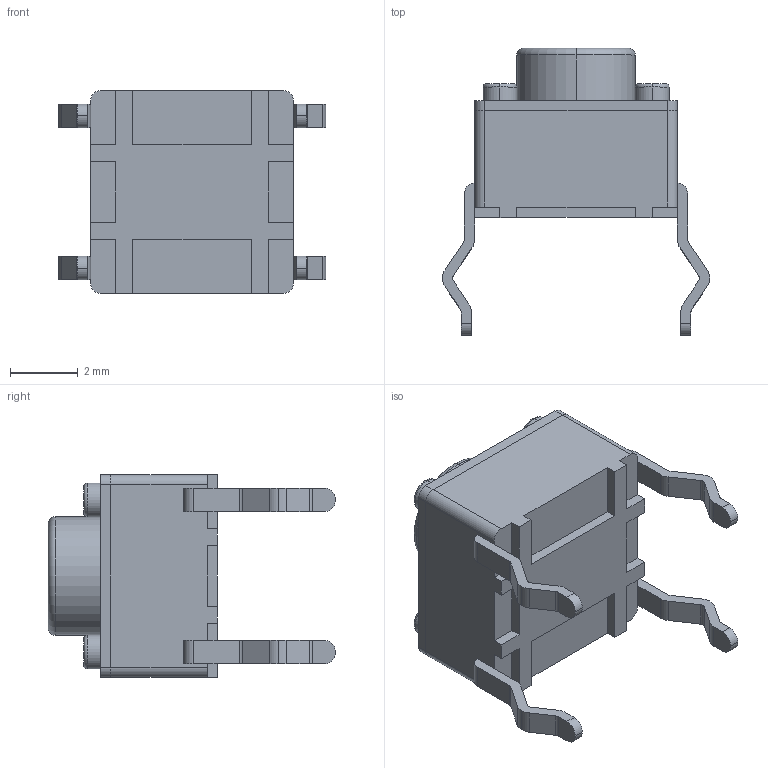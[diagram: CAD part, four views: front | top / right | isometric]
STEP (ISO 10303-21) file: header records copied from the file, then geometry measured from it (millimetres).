
FILE_DESCRIPTION (( 'STEP AP214' ), '1' );
FILE_NAME ('PTS645SL502LFS.STEP', '2024-01-05T23:26:34', ( '' ), ( '' ), 'SwSTEP 2.0', 'SolidWorks 2021', '' );
FILE_SCHEMA (( 'AUTOMOTIVE_DESIGN' ));
Length unit declared in the file: millimetre
Products named in the file (1): PTS645SL502LFS
Bounding box: 7.9 x 8.5 x 6 mm (x, y, z)
Volume: 138.7 mm3; surface area: 315.4 mm2
Topology: 11 solids, 11 shells, 166 faces, 422 edges, 278 vertices
Faces by surface type: plane 90, cylinder 66, torus 10
Entity records: 5178 total; most frequent: DIRECTION 908, CARTESIAN_POINT 867, ORIENTED_EDGE 844, EDGE_CURVE 422, AXIS2_PLACEMENT_3D 319, VERTEX_POINT 278, LINE 270, VECTOR 270
